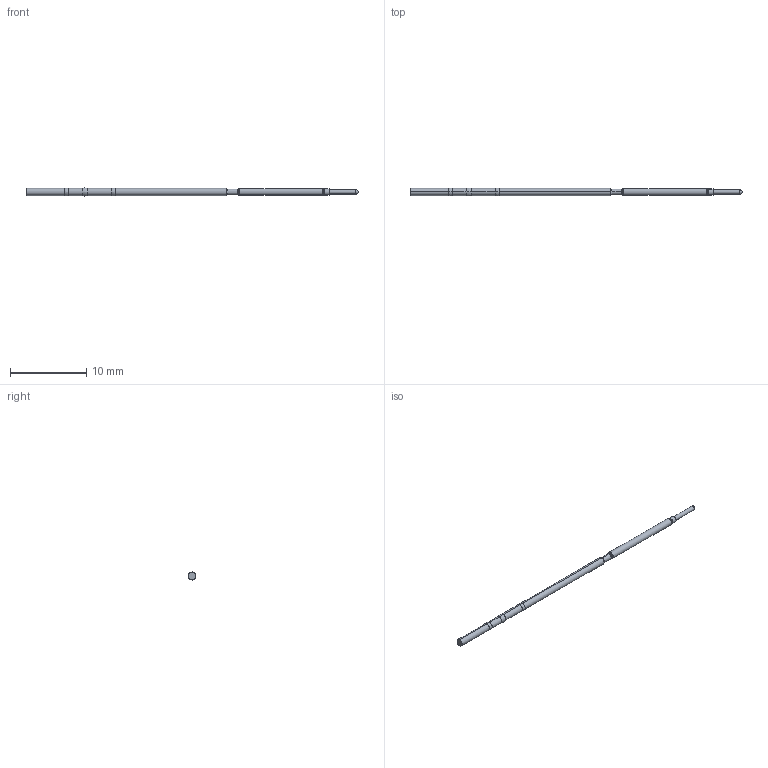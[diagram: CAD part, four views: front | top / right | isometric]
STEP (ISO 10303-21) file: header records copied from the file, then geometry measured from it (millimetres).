
FILE_DESCRIPTION (( 'STEP AP214' ), '1' );
FILE_NAME ('050-STB255DS0.STEP', '2016-04-26T14:59:52', ( 'spare' ), ( '' ), 'SwSTEP 2.0', 'SolidWorks 2016', '' );
FILE_SCHEMA (( 'AUTOMOTIVE_DESIGN' ));
Length unit declared in the file: inch
Products named in the file (1): 050-STB255DS0
Bounding box: 43.64 x 1.05 x 1.05 mm (x, y, z)
Volume: 28.3 mm3; surface area: 124.9 mm2
Topology: 1 solids, 1 shells, 45 faces, 90 edges, 48 vertices
Faces by surface type: torus 16, cylinder 16, cone 10, plane 3
Entity records: 1785 total; most frequent: DIRECTION 246, CARTESIAN_POINT 184, ORIENTED_EDGE 180, AXIS2_PLACEMENT_3D 110, EDGE_CURVE 90, CIRCLE 64, VERTEX_POINT 48, DIMENSIONAL_EXPONENTS 48
